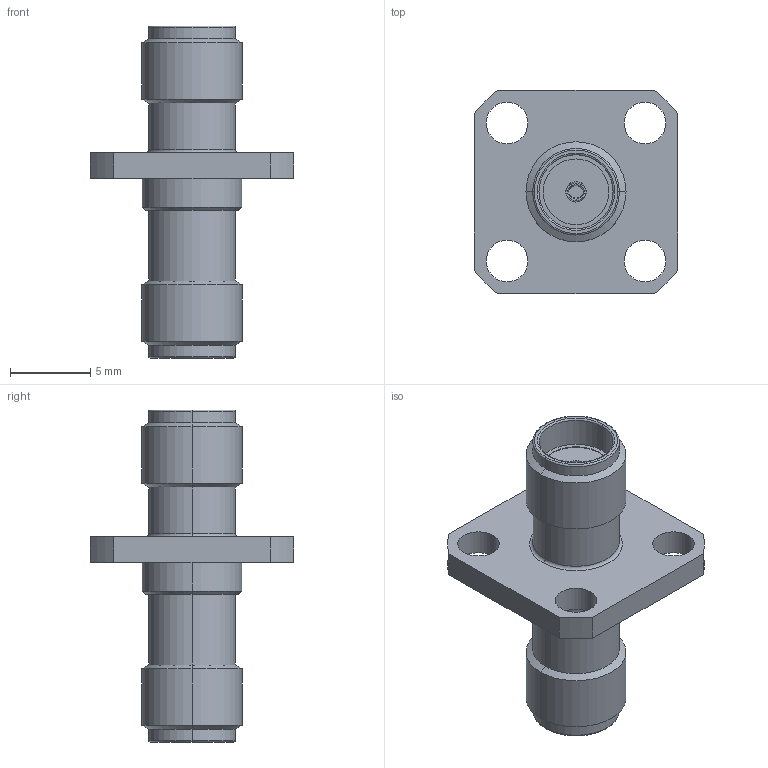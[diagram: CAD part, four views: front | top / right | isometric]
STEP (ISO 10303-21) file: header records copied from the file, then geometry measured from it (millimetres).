
FILE_DESCRIPTION (( 'STEP AP214' ), '1' );
FILE_NAME ('J01154A0011.STEP', '2015-10-28T15:40:51', ( '' ), ( '' ), 'SwSTEP 2.0', 'SolidWorks 2015', '' );
FILE_SCHEMA (( 'AUTOMOTIVE_DESIGN' ));
Length unit declared in the file: millimetre
Products named in the file (1): J01154A0011
Bounding box: 12.7 x 12.7 x 20.7 mm (x, y, z)
Volume: 657.7 mm3; surface area: 857.4 mm2
Topology: 1 solids, 1 shells, 97 faces, 218 edges, 136 vertices
Faces by surface type: cylinder 46, plane 27, torus 14, cone 10
Entity records: 3821 total; most frequent: DIRECTION 508, CARTESIAN_POINT 500, ORIENTED_EDGE 436, EDGE_CURVE 218, AXIS2_PLACEMENT_3D 208, VERTEX_POINT 136, EDGE_LOOP 118, CIRCLE 110
